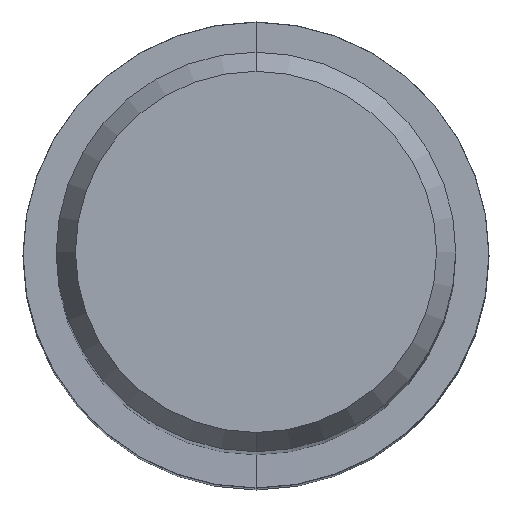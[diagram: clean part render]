
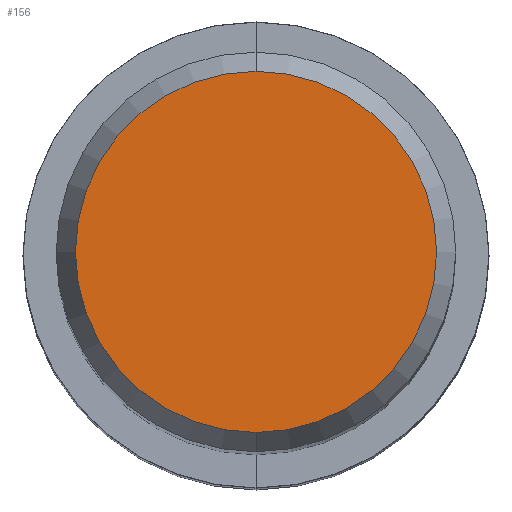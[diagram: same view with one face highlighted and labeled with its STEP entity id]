
A CAD part, top view. The second image highlights one B-rep face of the part: STEP entity #156.
In plain terms, the highlighted planar face has unit normal (0, 0, 1).
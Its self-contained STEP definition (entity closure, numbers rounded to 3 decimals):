
#110=VERTEX_POINT('',#226);
#112=EDGE_CURVE('',#110,#136,#228,.T.);
#136=VERTEX_POINT('',#256);
#156=ADVANCED_FACE('',(#278),#279,.T.);
#172=EDGE_CURVE('',#136,#110,#298,.T.);
#226=CARTESIAN_POINT('',(0.,-4.304,0.01));
#228=CIRCLE('',#356,4.304);
#256=CARTESIAN_POINT('',(0.0,4.304,0.01));
#278=FACE_OUTER_BOUND('',#417,.T.);
#279=PLANE('',#418);
#298=CIRCLE('',#442,4.304);
#356=AXIS2_PLACEMENT_3D('',#481,#482,#483);
#417=EDGE_LOOP('',(#554,#555));
#418=AXIS2_PLACEMENT_3D('',#556,#557,#558);
#442=AXIS2_PLACEMENT_3D('',#575,#576,#577);
#481=CARTESIAN_POINT('',(0.0,0.0,0.01));
#482=DIRECTION('',(0.0,0.0,-1.0));
#483=DIRECTION('',(0.0,1.0,0.0));
#554=ORIENTED_EDGE('',*,*,#172,.F.);
#555=ORIENTED_EDGE('',*,*,#112,.F.);
#556=CARTESIAN_POINT('',(0.0,2.152,0.01));
#557=DIRECTION('',(-0.0,0.0,1.0));
#558=DIRECTION('',(0.0,-1.0,0.0));
#575=CARTESIAN_POINT('',(0.0,0.0,0.01));
#576=DIRECTION('',(0.0,0.0,-1.0));
#577=DIRECTION('',(0.0,1.0,0.0));
